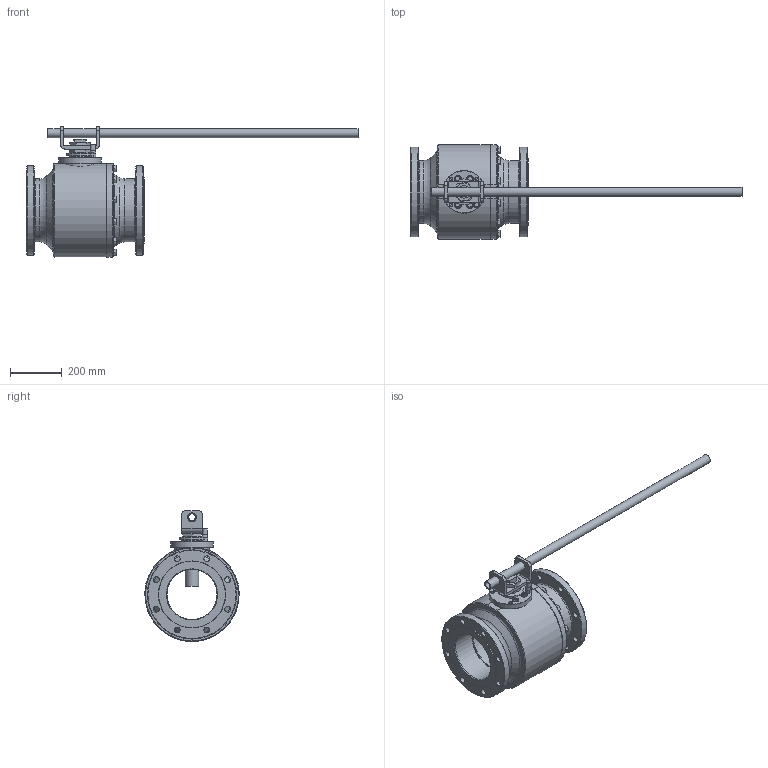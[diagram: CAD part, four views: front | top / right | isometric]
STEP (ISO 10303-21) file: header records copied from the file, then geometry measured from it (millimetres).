
FILE_DESCRIPTION( ( 'STEP AP214' ), '1' );
FILE_NAME( ' ', ' ', ( ' ' ), ( ' ' ), 'PSStep 13.0', 'VISI 18.0', ' ' );
FILE_SCHEMA( ( 'AUTOMOTIVE_DESIGN { 1 0 10303 214 1 1 1 1 }' ) );
Length unit declared in the file: millimetre
Products named in the file (1): 1
Bounding box: 1283.5 x 364.46 x 506.14 mm (x, y, z)
Volume: 21398964.8 mm3; surface area: 2258675.9 mm2
Topology: 1 solids, 24 shells, 494 faces, 1138 edges, 747 vertices
Faces by surface type: plane 250, cylinder 134, cone 92, torus 16, sphere 2
Full cylindrical faces by diameter (mm): 12 x4, 14 x12, 16 x16, 17 x4, 18 x12, 19 x1, 22 x16, 24 x4, 26 x5, 34 x3, 49.7 x1, 51 x1, 52 x5, 66 x1, 68 x1, 75 x1, 100 x1, 133 x1, 165 x1, 194 x3, 197 x2, 210 x1, 225 x2, 243 x2, 285.2 x1, 297.7 x2, 298 x1, 306 x1, 314 x1, 345 x2
Entity records: 17807 total; most frequent: CARTESIAN_POINT 4181, DIRECTION 1970, ORIENTED_EDGE 1610, AXIS2_PLACEMENT_3D 861, EDGE_LOOP 825, EDGE_CURVE 805, VERTEX_POINT 646, FACE_OUTER_BOUND 619
